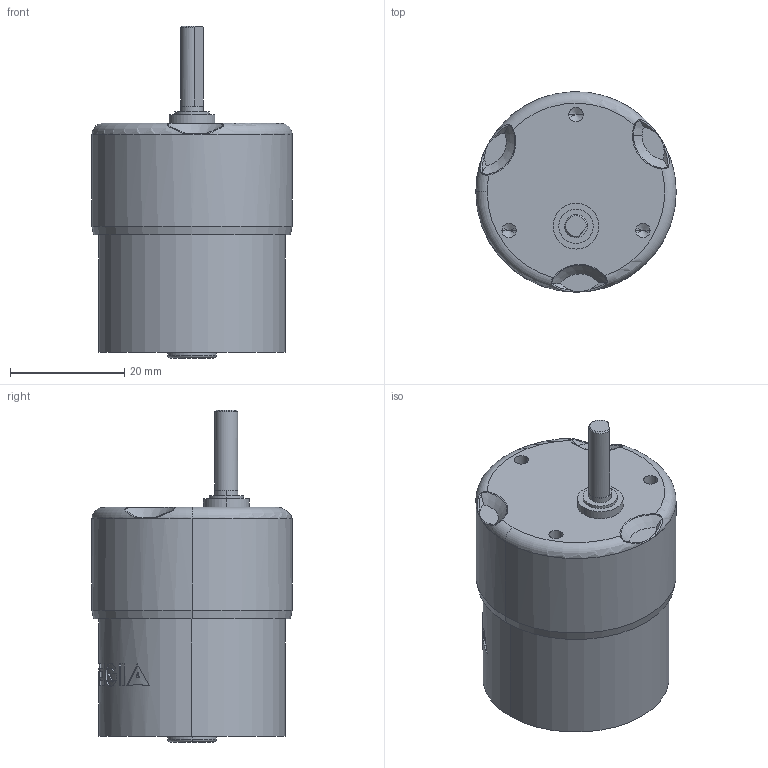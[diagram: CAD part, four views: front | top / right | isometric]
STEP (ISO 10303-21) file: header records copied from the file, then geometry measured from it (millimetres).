
FILE_DESCRIPTION (( 'STEP AP214' ), '1' );
FILE_NAME ('BS138F.STEP', '2010-10-06T14:32:07', ( '' ), ( '' ), 'SwSTEP 2.0', 'SolidWorks 2010', '' );
FILE_SCHEMA (( 'AUTOMOTIVE_DESIGN' ));
Length unit declared in the file: millimetre
Products named in the file (3): BS138Fmotor; MicroMotor Kugg BS138_F; BS138F
Assembly tree (2 placements, depth 2):
  BS138F
    BS138Fmotor
    MicroMotor Kugg BS138_F
Bounding box: 35 x 35 x 58 mm (x, y, z)
Volume: 35788.4 mm3; surface area: 8078.1 mm2
Topology: 2 solids, 2 shells, 215 faces, 533 edges, 341 vertices
Faces by surface type: bspline 89, plane 48, cylinder 37, cone 28, torus 13
Entity records: 14201 total; most frequent: CARTESIAN_POINT 8346, ORIENTED_EDGE 1054, DIRECTION 628, EDGE_CURVE 527, VERTEX_POINT 341, B_SPLINE_CURVE_WITH_KNOTS 300, AXIS2_PLACEMENT_3D 270, EDGE_LOOP 240
